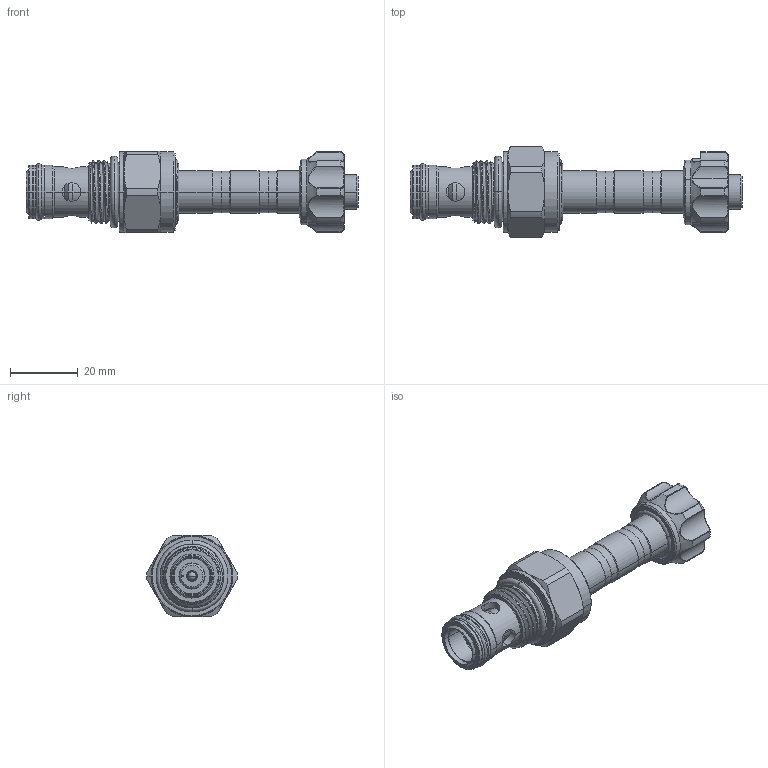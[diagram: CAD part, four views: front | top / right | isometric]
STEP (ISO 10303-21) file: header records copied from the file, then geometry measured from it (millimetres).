
FILE_DESCRIPTION (( 'STEP AP203' ), '1' );
FILE_NAME ('EP19E2A03M05.STEP', '2020-03-30T02:23:23', ( '' ), ( '' ), 'SwSTEP 2.0', 'SolidWorks 2018', '' );
FILE_SCHEMA (( 'CONFIG_CONTROL_DESIGN' ));
Length unit declared in the file: millimetre
Products named in the file (35): 6JAA002; 4KAA015AA001_15.75-內徑(外徑18.55); 4KBA003A001; 4DA0204A0033001_組合用5.40; 4KAT110AA001_11.60組裝; 4KAA015AA001_1.78線徑13.8內徑; 6GM11A23001_組裝用; 4DF0238001; 4KBB999B001_15.76; 4DEB01001; 4KAA014AA001_組合用; 6GL04H001; 6GNA2C002; 4KAA908BA001_16.79; 6GNA2B002_完成品; 4KBA014B002; 6GNB2E003; 6GNA2G007; 6GNB2D002; 5DBL03Z001_組合用; 6GJA2B012_雙止回; 5JAA046; EP19E2A03M05; 4KAA003AA001_組合用; 6GNA2A005_完成品; 6GG03A11002; 6GG06A10001; 6GNA2G001; 4DA0407A0050001_壓縮後; 4KCT110B001; 6GX06A01002; 4KAA014AA001_組合用(13.07); 6GX13A02001; 6GX10A09001; 6GM11A23006
Assembly tree (35 placements, depth 4):
  EP19E2A03M05
    4DEB01001
    4DF0238001
    4KAA003AA001_組合用
    4KAA014AA001_組合用(13.07)
    4KAA015AA001_15.75-內徑(外徑18.55)
    4KAA015AA001_1.78線徑13.8內徑
    4KAA908BA001_16.79
    4KAT110AA001_11.60組裝
    4KBA003A001
    4KBA014B002  x2
    4KBB999B001_15.76
    4KCT110B001
    6GJA2B012_雙止回
    6GM11A23006
      5DBL03Z001_組合用
      6GM11A23001_組裝用
    6GNA2G001
      6GNA2C002
      6GNA2G007
        6GNA2A005_完成品
        6GNA2B002_完成品
    6GNB2E003
      4DA0204A0033001_組合用5.40
      4DA0407A0050001_壓縮後
      6GG03A11002
      6GG06A10001
      6GL04H001
      6GNB2D002
      6GX06A01002
    6GX10A09001
    6GX13A02001
    6JAA002
      4KAA014AA001_組合用
      5JAA046
Bounding box: 97.95 x 26.7 x 24 mm (x, y, z)
Volume: 19948.9 mm3; surface area: 21216.5 mm2
Topology: 31 solids, 31 shells, 821 faces, 1936 edges, 1181 vertices
Faces by surface type: cylinder 384, cone 158, plane 104, torus 102, bspline 67, sphere 6
Entity records: 53122 total; most frequent: CARTESIAN_POINT 31533, ORIENTED_EDGE 3816, DIRECTION 3755, EDGE_CURVE 1908, AXIS2_PLACEMENT_3D 1598, VERTEX_POINT 1167, EDGE_LOOP 893, FACE_OUTER_BOUND 815
